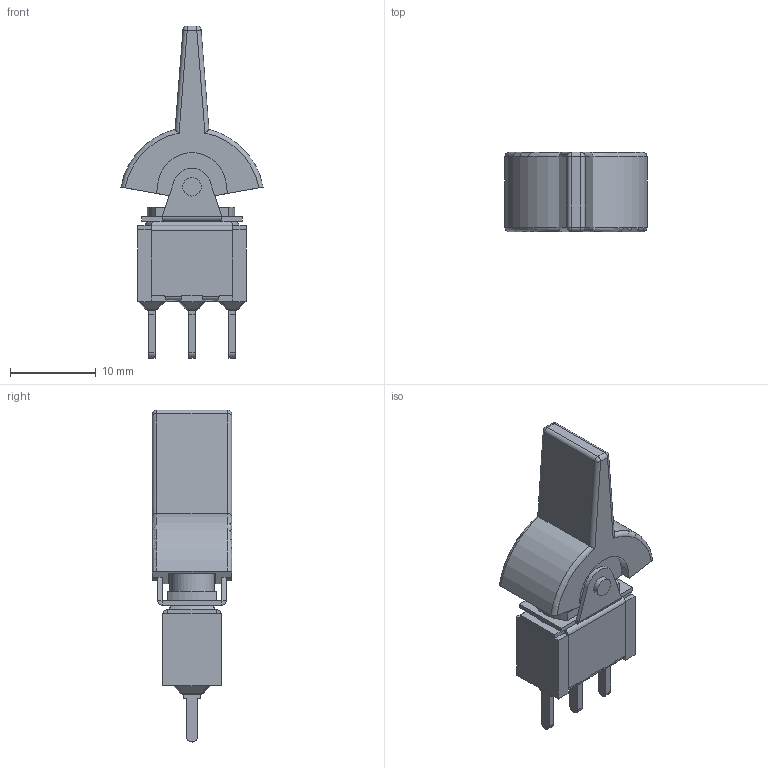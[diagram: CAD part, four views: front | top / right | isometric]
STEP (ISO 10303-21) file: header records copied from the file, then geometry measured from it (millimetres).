
FILE_DESCRIPTION(/* description */ (''),/* implementation_level */ '2;1');
FILE_NAME(/* name */ '300SPxJ2xxxM2xE.stp',/* time_stamp */ '2025-05-09T10:36:33-05:00',/* author */ ('mroman'),/* organization */ (''),/* preprocessor_version */ 'ST-DEVELOPER v18.1',/* originating_system */ 'Autodesk Inventor 2022',/* authorisation */ '');
FILE_SCHEMA (('AUTOMOTIVE_DESIGN { 1 0 10303 214 3 1 1 }'));
Length unit declared in the file: inch
Products named in the file (1): 300SPxJ2xxxM2xE
Bounding box: 16.6 x 9.27 x 38.8 mm (x, y, z)
Volume: 1736.6 mm3; surface area: 2121.8 mm2
Topology: 1 solids, 3 shells, 279 faces, 683 edges, 406 vertices
Faces by surface type: plane 188, cylinder 69, sphere 16, torus 6
Full cylindrical faces by diameter (mm): 2.15 x4, 3.2 x1, 5.2 x1
Entity records: 8038 total; most frequent: CARTESIAN_POINT 1449, DIRECTION 1373, ORIENTED_EDGE 1334, EDGE_CURVE 667, LINE 505, VECTOR 505, AXIS2_PLACEMENT_3D 434, VERTEX_POINT 406
